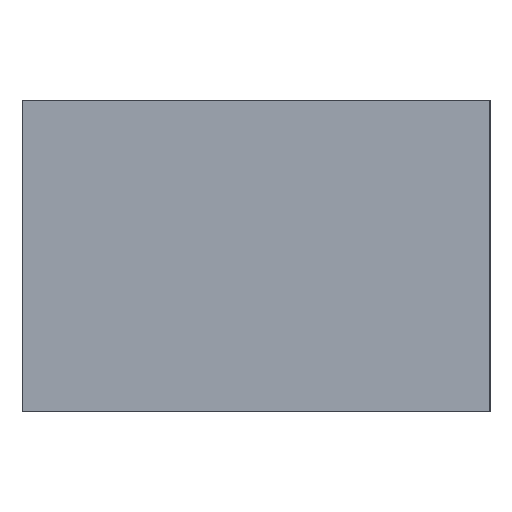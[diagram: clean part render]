
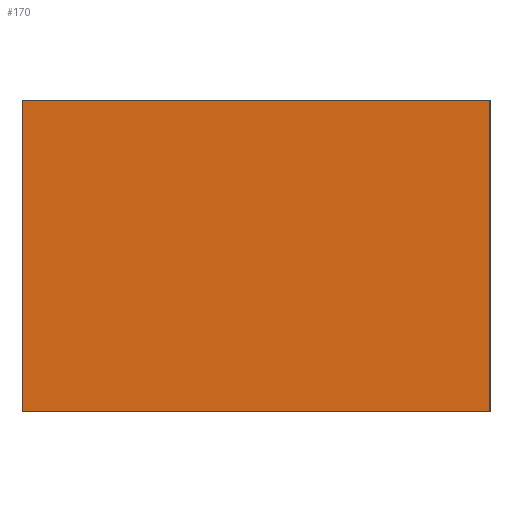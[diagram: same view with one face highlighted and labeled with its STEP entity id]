
A CAD part, left-side view. The second image highlights one B-rep face of the part: STEP entity #170.
In plain terms, the highlighted planar face has unit normal (-1, 0, 0).
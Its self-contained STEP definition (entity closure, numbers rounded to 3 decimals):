
#21=PLANE('',#199);
#30=FACE_OUTER_BOUND('',#39,.T.);
#39=EDGE_LOOP('',(#134,#135,#136,#137));
#54=LINE('',#274,#69);
#55=LINE('',#276,#70);
#56=LINE('',#278,#71);
#57=LINE('',#279,#72);
#69=VECTOR('',#230,10.);
#70=VECTOR('',#231,10.);
#71=VECTOR('',#232,10.);
#72=VECTOR('',#233,10.);
#93=VERTEX_POINT('',#272);
#94=VERTEX_POINT('',#273);
#95=VERTEX_POINT('',#275);
#96=VERTEX_POINT('',#277);
#110=EDGE_CURVE('',#93,#94,#54,.T.);
#111=EDGE_CURVE('',#93,#95,#55,.T.);
#112=EDGE_CURVE('',#96,#95,#56,.T.);
#113=EDGE_CURVE('',#94,#96,#57,.T.);
#134=ORIENTED_EDGE('',*,*,#110,.F.);
#135=ORIENTED_EDGE('',*,*,#111,.T.);
#136=ORIENTED_EDGE('',*,*,#112,.F.);
#137=ORIENTED_EDGE('',*,*,#113,.F.);
#170=ADVANCED_FACE('',(#30),#21,.T.);
#199=AXIS2_PLACEMENT_3D('',#271,#228,#229);
#228=DIRECTION('center_axis',(-1.,0.,0.));
#229=DIRECTION('ref_axis',(0.,1.,0.));
#230=DIRECTION('',(0.,-1.,0.));
#231=DIRECTION('',(0.,0.,-1.));
#232=DIRECTION('',(0.,1.,0.));
#233=DIRECTION('',(0.,0.,-1.));
#271=CARTESIAN_POINT('Origin',(-75.,109.1,305.));
#272=CARTESIAN_POINT('',(-75.,124.1,305.));
#273=CARTESIAN_POINT('',(-75.,109.1,305.));
#274=CARTESIAN_POINT('',(-75.,124.1,305.));
#275=CARTESIAN_POINT('',(-75.,124.1,295.));
#276=CARTESIAN_POINT('',(-75.,124.1,305.));
#277=CARTESIAN_POINT('',(-75.,109.1,295.));
#278=CARTESIAN_POINT('',(-75.,124.1,295.));
#279=CARTESIAN_POINT('',(-75.,109.1,305.));
